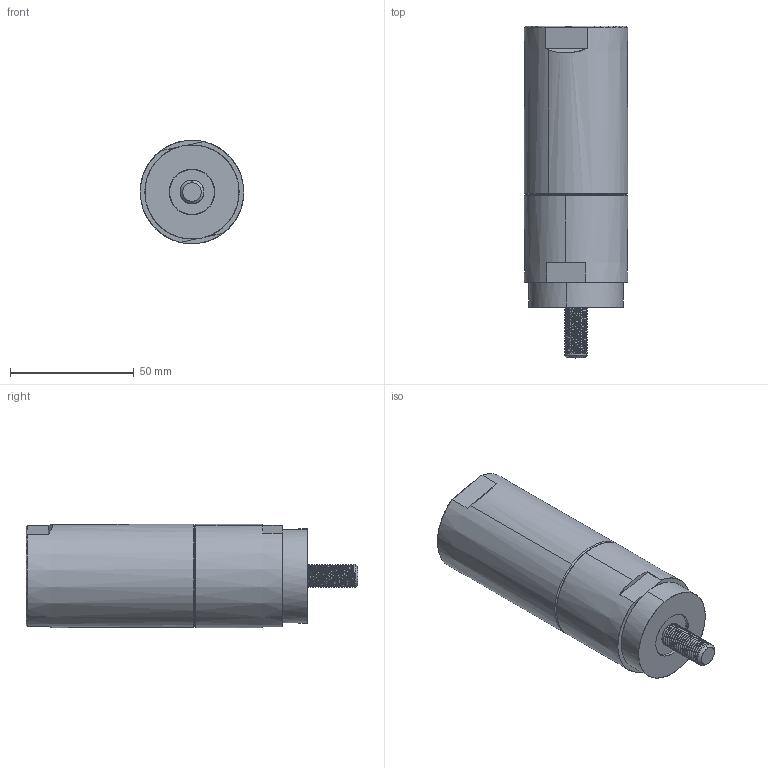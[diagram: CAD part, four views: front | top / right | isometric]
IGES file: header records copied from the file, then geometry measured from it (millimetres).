
Start section: SolidWorks IGES file using analytic representation for surfaces
Global section: file name: OSM55-300LV.IGS; native system: SolidWorks 2021; preprocessor: SolidWorks 2021; author: hallederi; date: 220126.013037; units: millimetre
Bounding box: 41.78 x 134 x 41.78 mm (x, y, z)
Surface area: 21705.9 mm2 (no closed solid volume)
Topology: 0 solids, 0 shells, 96 faces, 1800 edges, 1800 vertices
Faces by surface type: revolution 65, bspline 31
